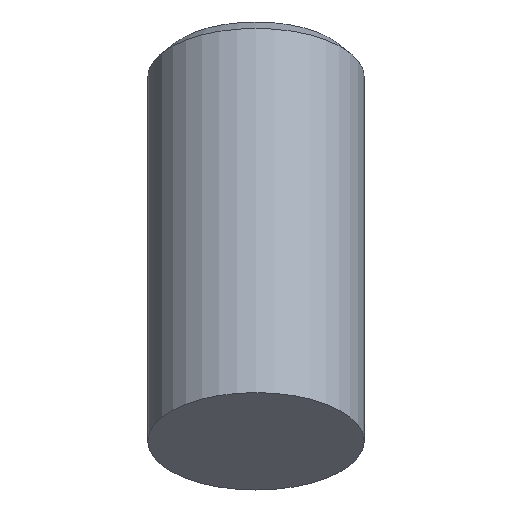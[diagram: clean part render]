
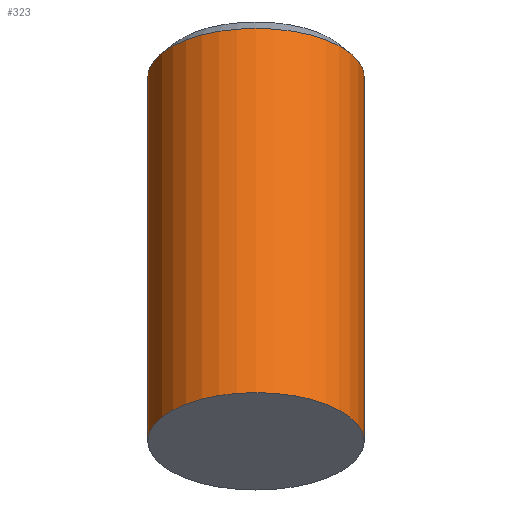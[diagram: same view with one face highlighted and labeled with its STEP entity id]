
A CAD part, top view. The second image highlights one B-rep face of the part: STEP entity #323.
In plain terms, the highlighted cylindrical face has radius 9.525 mm (diameter 19.05 mm), a partial arc.
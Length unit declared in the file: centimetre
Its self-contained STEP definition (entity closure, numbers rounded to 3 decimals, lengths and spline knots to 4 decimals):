
#4 = CARTESIAN_POINT ( 'NONE',  ( 0.9525, 87.05, -2.6386 ) ) ;
#16 = VECTOR ( 'NONE', #19, 100. ) ;
#19 = DIRECTION ( 'NONE',  ( 0., 0., -1. ) ) ;
#21 = CARTESIAN_POINT ( 'NONE',  ( 0., 87.05, -6.223 ) ) ;
#22 = VECTOR ( 'NONE', #227, 100. ) ;
#23 = CYLINDRICAL_SURFACE ( 'NONE', #273, 0.9525 ) ;
#37 = VERTEX_POINT ( 'NONE', #4 ) ;
#39 = DIRECTION ( 'NONE',  ( 1., 0., 0. ) ) ;
#52 = DIRECTION ( 'NONE',  ( -1., 0., 0. ) ) ;
#54 = EDGE_CURVE ( 'NONE', #37, #304, #318, .T. ) ;
#57 = DIRECTION ( 'NONE',  ( 0., 0., 1. ) ) ;
#63 = ORIENTED_EDGE ( 'NONE', *, *, #92, .T. ) ;
#74 = CARTESIAN_POINT ( 'NONE',  ( -0.9525, 87.05, -2.6386 ) ) ;
#76 = AXIS2_PLACEMENT_3D ( 'NONE', #21, #229, #39 ) ;
#89 = ORIENTED_EDGE ( 'NONE', *, *, #183, .T. ) ;
#92 = EDGE_CURVE ( 'NONE', #225, #199, #339, .T. ) ;
#100 = LINE ( 'NONE', #186, #22 ) ;
#145 = DIRECTION ( 'NONE',  ( 1., 0., 0. ) ) ;
#150 = CARTESIAN_POINT ( 'NONE',  ( -0.9525, 87.05, -6.223 ) ) ;
#175 = ORIENTED_EDGE ( 'NONE', *, *, #54, .F. ) ;
#183 = EDGE_CURVE ( 'NONE', #37, #225, #100, .T. ) ;
#186 = CARTESIAN_POINT ( 'NONE',  ( 0.9525, 87.05, 6.35 ) ) ;
#192 = FACE_OUTER_BOUND ( 'NONE', #245, .T. ) ;
#199 = VERTEX_POINT ( 'NONE', #150 ) ;
#204 = ORIENTED_EDGE ( 'NONE', *, *, #280, .F. ) ;
#225 = VERTEX_POINT ( 'NONE', #233 ) ;
#227 = DIRECTION ( 'NONE',  ( 0., 0., -1. ) ) ;
#229 = DIRECTION ( 'NONE',  ( 0., 0., 1. ) ) ;
#233 = CARTESIAN_POINT ( 'NONE',  ( 0.9525, 87.05, -6.223 ) ) ;
#245 = EDGE_LOOP ( 'NONE', ( #175, #89, #63, #204 ) ) ;
#261 = LINE ( 'NONE', #288, #16 ) ;
#264 = DIRECTION ( 'NONE',  ( 0., 0., -1. ) ) ;
#273 = AXIS2_PLACEMENT_3D ( 'NONE', #346, #264, #52 ) ;
#279 = CARTESIAN_POINT ( 'NONE',  ( 0., 87.05, -2.6386 ) ) ;
#280 = EDGE_CURVE ( 'NONE', #304, #199, #261, .T. ) ;
#288 = CARTESIAN_POINT ( 'NONE',  ( -0.9525, 87.05, 6.35 ) ) ;
#304 = VERTEX_POINT ( 'NONE', #74 ) ;
#318 = CIRCLE ( 'NONE', #343, 0.9525 ) ;
#323 = ADVANCED_FACE ( 'NONE', ( #192 ), #23, .T. ) ;
#339 = CIRCLE ( 'NONE', #76, 0.9525 ) ;
#343 = AXIS2_PLACEMENT_3D ( 'NONE', #279, #57, #145 ) ;
#346 = CARTESIAN_POINT ( 'NONE',  ( 0., 87.05, 6.35 ) ) ;
